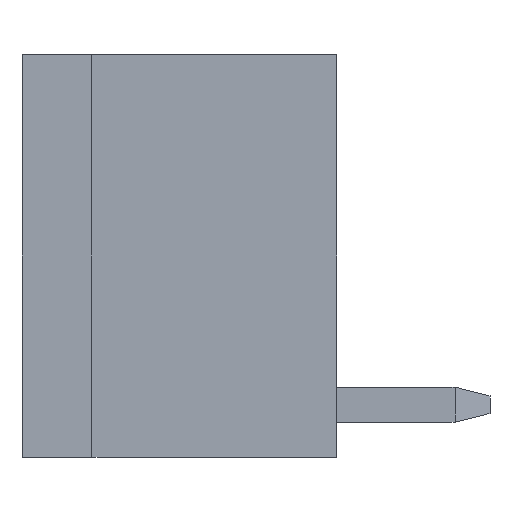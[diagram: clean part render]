
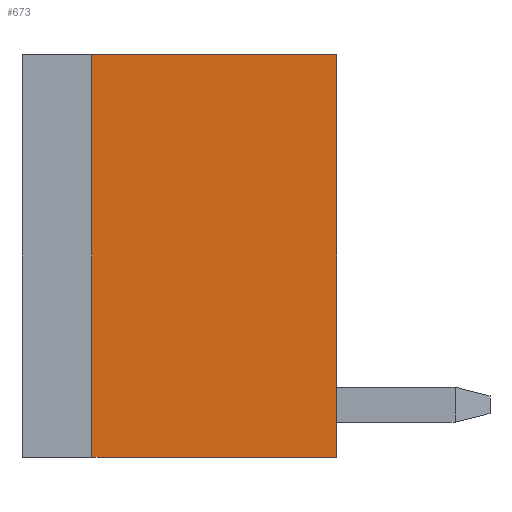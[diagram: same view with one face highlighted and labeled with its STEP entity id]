
A CAD part, left-side view. The second image highlights one B-rep face of the part: STEP entity #673.
In plain terms, the highlighted planar face has unit normal (-1, 0, 0).
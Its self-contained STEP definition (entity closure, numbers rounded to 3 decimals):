
#673 = ADVANCED_FACE( '', ( #1349 ), #1350, .F. );
#1349 = FACE_OUTER_BOUND( '', #2050, .T. );
#1350 = PLANE( '', #2051 );
#2050 = EDGE_LOOP( '', ( #3721, #3722, #3723, #3724 ) );
#2051 = AXIS2_PLACEMENT_3D( '', #3725, #3726, #3727 );
#3721 = ORIENTED_EDGE( '', *, *, #4964, .F. );
#3722 = ORIENTED_EDGE( '', *, *, #4715, .T. );
#3723 = ORIENTED_EDGE( '', *, *, #4739, .F. );
#3724 = ORIENTED_EDGE( '', *, *, #4965, .F. );
#3725 = CARTESIAN_POINT( '', ( -12.15, 0., 0. ) );
#3726 = DIRECTION( '', ( 1., 0., 0. ) );
#3727 = DIRECTION( '', ( 0., 0., -1. ) );
#4715 = EDGE_CURVE( '', #5806, #5807, #5808, .T. );
#4739 = EDGE_CURVE( '', #5844, #5807, #5846, .T. );
#4964 = EDGE_CURVE( '', #5806, #6146, #6147, .T. );
#4965 = EDGE_CURVE( '', #6146, #5844, #6148, .T. );
#5806 = VERTEX_POINT( '', #7498 );
#5807 = VERTEX_POINT( '', #7499 );
#5808 = LINE( '', #7500, #7501 );
#5844 = VERTEX_POINT( '', #7556 );
#5846 = LINE( '', #7559, #7560 );
#6146 = VERTEX_POINT( '', #8093 );
#6147 = LINE( '', #8094, #8095 );
#6148 = LINE( '', #8096, #8097 );
#7498 = CARTESIAN_POINT( '', ( -12.15, 2., 4.6 ) );
#7499 = CARTESIAN_POINT( '', ( -12.15, 2., -4.6 ) );
#7500 = CARTESIAN_POINT( '', ( -12.15, 2., 0. ) );
#7501 = VECTOR( '', #8622, 1000. );
#7556 = CARTESIAN_POINT( '', ( -12.15, -3.6, -4.6 ) );
#7559 = CARTESIAN_POINT( '', ( -12.15, -3.6, -4.6 ) );
#7560 = VECTOR( '', #8643, 1000. );
#8093 = CARTESIAN_POINT( '', ( -12.15, -3.6, 4.6 ) );
#8094 = CARTESIAN_POINT( '', ( -12.15, 3.6, 4.6 ) );
#8095 = VECTOR( '', #8808, 1000. );
#8096 = CARTESIAN_POINT( '', ( -12.15, -3.6, 4.6 ) );
#8097 = VECTOR( '', #8809, 1000. );
#8622 = DIRECTION( '', ( 0., 0., -1. ) );
#8643 = DIRECTION( '', ( 0., 1., 0. ) );
#8808 = DIRECTION( '', ( 0., -1., 0. ) );
#8809 = DIRECTION( '', ( 0., 0., -1. ) );
